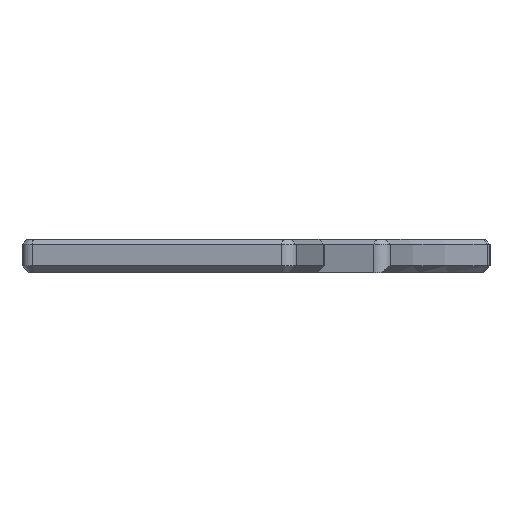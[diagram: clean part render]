
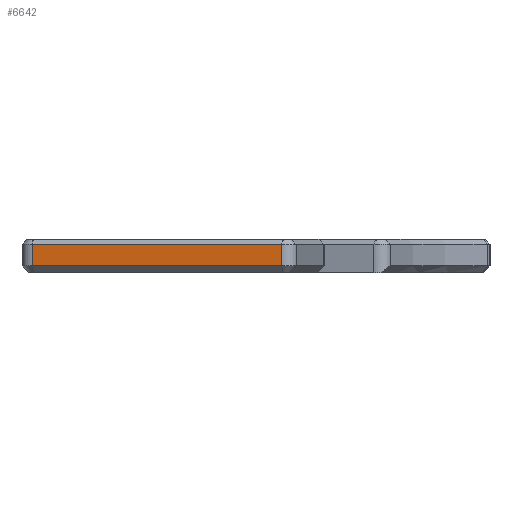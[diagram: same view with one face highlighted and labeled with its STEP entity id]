
A CAD part, left-side view. The second image highlights one B-rep face of the part: STEP entity #6642.
In plain terms, the highlighted planar face has unit normal (-0.985, 0.174, 0).
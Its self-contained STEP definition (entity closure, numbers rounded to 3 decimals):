
#857=FACE_OUTER_BOUND('',#1271,.T.);
#1271=EDGE_LOOP('',(#5656,#5657,#5658,#5659));
#1683=LINE('',#10681,#2310);
#1839=LINE('',#11318,#2466);
#1881=LINE('',#11412,#2508);
#1882=LINE('',#11414,#2509);
#2310=VECTOR('',#8147,10.);
#2466=VECTOR('',#8663,10.);
#2508=VECTOR('',#8799,10.);
#2509=VECTOR('',#8802,10.);
#2975=VERTEX_POINT('',#10671);
#2977=VERTEX_POINT('',#10677);
#3144=VERTEX_POINT('',#11312);
#3145=VERTEX_POINT('',#11316);
#3707=EDGE_CURVE('',#2975,#2977,#1683,.T.);
#3975=EDGE_CURVE('',#3144,#3145,#1839,.T.);
#4020=EDGE_CURVE('',#2975,#3145,#1881,.T.);
#4021=EDGE_CURVE('',#2977,#3144,#1882,.T.);
#5656=ORIENTED_EDGE('',*,*,#3707,.F.);
#5657=ORIENTED_EDGE('',*,*,#4020,.T.);
#5658=ORIENTED_EDGE('',*,*,#3975,.F.);
#5659=ORIENTED_EDGE('',*,*,#4021,.F.);
#6300=PLANE('',#7211);
#6642=ADVANCED_FACE('',(#857),#6300,.T.);
#7211=AXIS2_PLACEMENT_3D('',#11413,#8800,#8801);
#8147=DIRECTION('',(-0.174,-0.985,0.));
#8663=DIRECTION('',(0.174,0.985,0.));
#8799=DIRECTION('',(0.,0.,-1.));
#8800=DIRECTION('center_axis',(-0.985,0.174,0.));
#8801=DIRECTION('ref_axis',(0.174,0.985,0.));
#8802=DIRECTION('',(0.,0.,-1.));
#10671=CARTESIAN_POINT('',(63.813,-70.394,-1.5));
#10677=CARTESIAN_POINT('',(50.616,-145.239,-1.5));
#10681=CARTESIAN_POINT('',(53.66,-127.974,-1.5));
#11312=CARTESIAN_POINT('',(50.616,-145.239,-8.));
#11316=CARTESIAN_POINT('',(63.813,-70.394,-8.));
#11318=CARTESIAN_POINT('',(53.66,-127.974,-8.));
#11412=CARTESIAN_POINT('',(63.813,-70.394,0.));
#11413=CARTESIAN_POINT('Origin',(50.616,-145.239,0.));
#11414=CARTESIAN_POINT('',(50.616,-145.239,0.));
